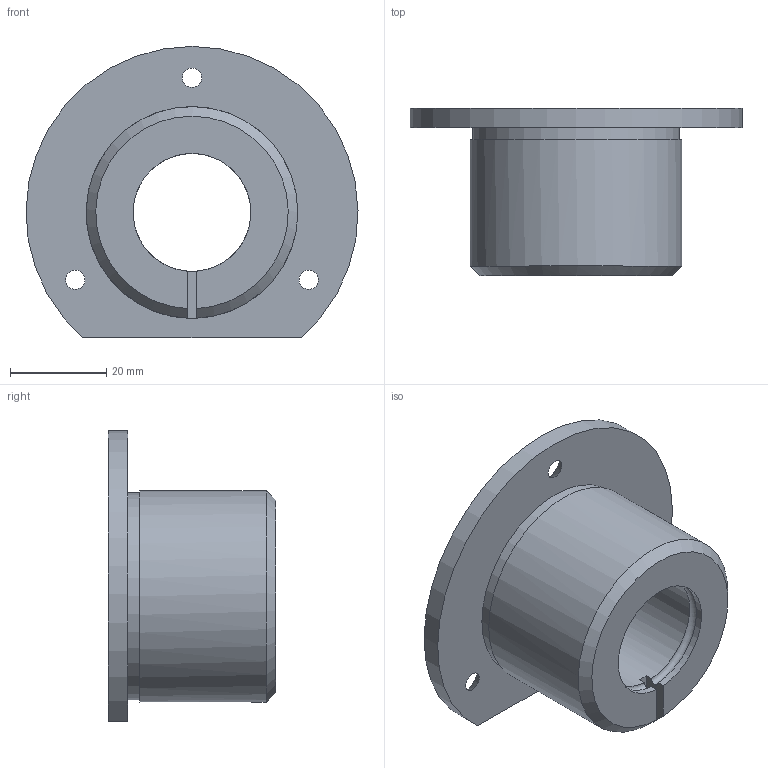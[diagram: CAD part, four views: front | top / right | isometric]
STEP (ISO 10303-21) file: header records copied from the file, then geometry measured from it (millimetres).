
FILE_DESCRIPTION(/* description */ (''),/* implementation_level */ '2;1');
FILE_NAME(/* name */ 'Part 009.stp',/* time_stamp */ '2015-02-19T16:04:02+02:00',/* author */ ('SFC'),/* organization */ (''),/* preprocessor_version */ 'ST-DEVELOPER v15.2',/* originating_system */ 'Autodesk Inventor 2014',/* authorisation */ '');
FILE_SCHEMA (('AUTOMOTIVE_DESIGN { 1 0 10303 214 3 1 1 }'));
Length unit declared in the file: millimetre
Products named in the file (1): Part 009
Bounding box: 68.99 x 34.8 x 60.5 mm (x, y, z)
Volume: 42894.2 mm3; surface area: 14076.7 mm2
Topology: 1 solids, 1 shells, 20 faces, 52 edges, 35 vertices
Faces by surface type: plane 8, cylinder 6, cone 4, torus 2
Full cylindrical faces by diameter (mm): 24.5 x2, 43 x1, 44 x1
Entity records: 610 total; most frequent: CARTESIAN_POINT 130, DIRECTION 98, ORIENTED_EDGE 78, AXIS2_PLACEMENT_3D 42, EDGE_CURVE 39, EDGE_LOOP 37, VERTEX_POINT 30, CIRCLE 21
